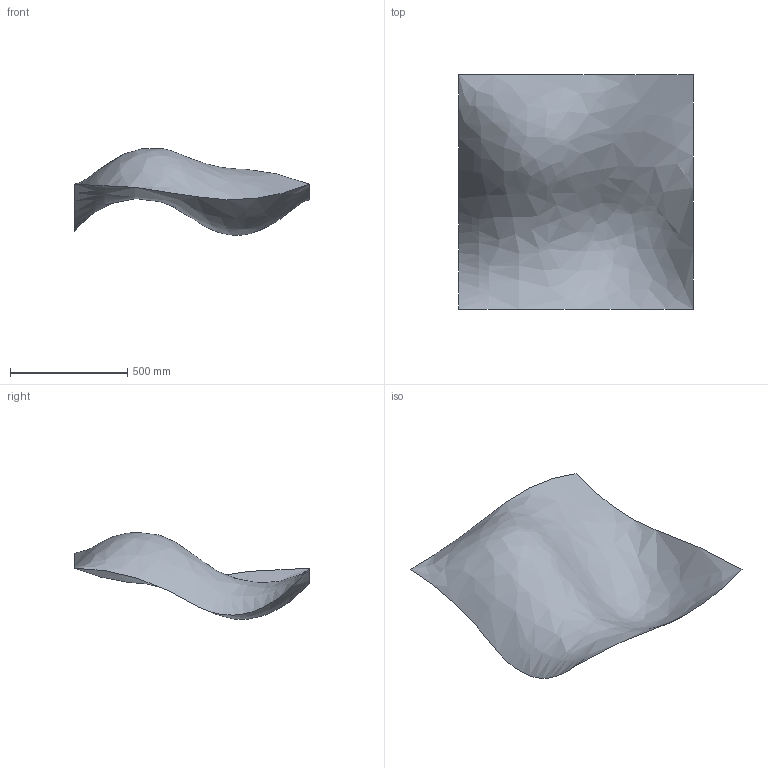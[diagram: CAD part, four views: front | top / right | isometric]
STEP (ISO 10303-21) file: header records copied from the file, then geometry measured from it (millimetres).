
FILE_DESCRIPTION(/* description */ (''),/* implementation_level */ '2;1');
FILE_NAME(/* name */ 'surface',/* time_stamp */ '2025-04-17T17:04:59+02:00',/* author */ (''),/* organization */ (''),/* preprocessor_version */ 'ST-DEVELOPER v16.5',/* originating_system */ 'Rhino 7.37',/* authorisation */ '');
FILE_SCHEMA (('CONFIG_CONTROL_DESIGN'));
Length unit declared in the file: centimetre
Products named in the file (1): Document
Bounding box: 1000 x 1000 x 370.66 mm (x, y, z)
Surface area: 1187043.4 mm2 (no closed solid volume)
Topology: 0 solids, 1 shells, 1 faces, 4 edges, 4 vertices
Faces by surface type: bspline 1
Entity records: 150 total; most frequent: CARTESIAN_POINT 38, ORGANIZATION 7, PERSON_AND_ORGANIZATION 7, LOCAL_TIME 5, CALENDAR_DATE 5, DATE_AND_TIME 5, PERSON_AND_ORGANIZATION_ROLE 5, APPLIED_PERSON_AND_ORGANIZATION_ASSIGNMENT 5
